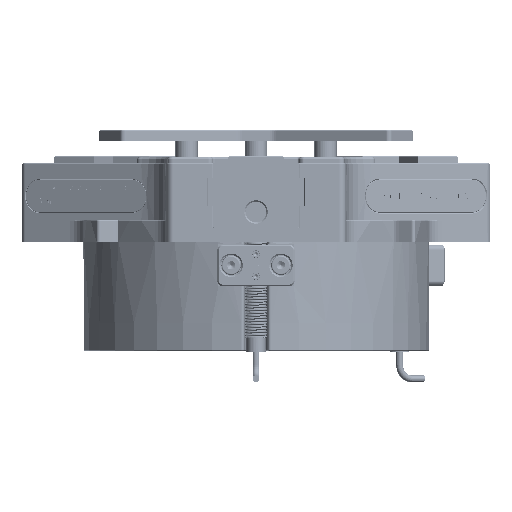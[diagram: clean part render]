
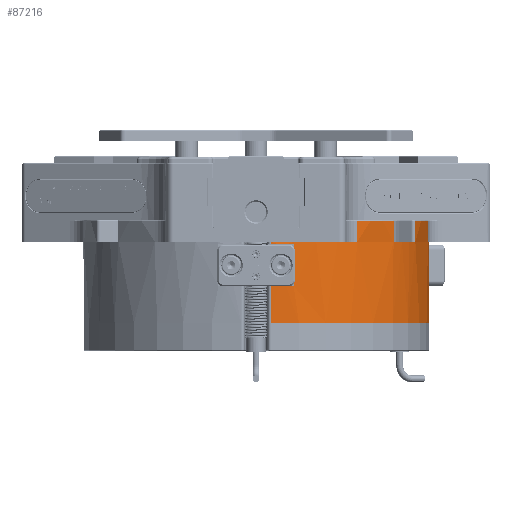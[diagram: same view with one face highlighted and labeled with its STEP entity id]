
A CAD part, front view. The second image highlights one B-rep face of the part: STEP entity #87216.
In plain terms, the highlighted cylindrical face has radius 62.5 mm (diameter 125 mm), a partial arc.
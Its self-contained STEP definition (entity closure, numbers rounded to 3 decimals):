
#367 = CIRCLE ( 'NONE', #4258, 62.5 ) ;
#432 = ORIENTED_EDGE ( 'NONE', *, *, #83064, .T. ) ;
#1557 = CARTESIAN_POINT ( 'NONE',  ( 0., 0., 13.4 ) ) ;
#1812 = ORIENTED_EDGE ( 'NONE', *, *, #5977, .T. ) ;
#1880 = AXIS2_PLACEMENT_3D ( 'NONE', #25474, #84170, #33911 ) ;
#2958 = CARTESIAN_POINT ( 'NONE',  ( 0., 0., 29.5 ) ) ;
#3005 = CARTESIAN_POINT ( 'NONE',  ( 57.633, -24.18, 58. ) ) ;
#3160 = LINE ( 'NONE', #61442, #62236 ) ;
#3256 = CIRCLE ( 'NONE', #54104, 62.5 ) ;
#3447 = VERTEX_POINT ( 'NONE', #84595 ) ;
#4258 = AXIS2_PLACEMENT_3D ( 'NONE', #10475, #69186, #18926 ) ;
#4766 = CARTESIAN_POINT ( 'NONE',  ( 5.335, -62.272, 58. ) ) ;
#5745 = CARTESIAN_POINT ( 'NONE',  ( 62.5, 0., 29.5 ) ) ;
#5977 = EDGE_CURVE ( 'NONE', #25698, #3447, #3160, .T. ) ;
#6411 = EDGE_CURVE ( 'NONE', #59515, #24731, #33237, .T. ) ;
#8457 = VERTEX_POINT ( 'NONE', #84643 ) ;
#9134 = VERTEX_POINT ( 'NONE', #69124 ) ;
#9135 = CARTESIAN_POINT ( 'NONE',  ( 5.335, -62.272, 13.4 ) ) ;
#9947 = DIRECTION ( 'NONE',  ( -1., 0., 0. ) ) ;
#10115 = CARTESIAN_POINT ( 'NONE',  ( 0., 0., 28.5 ) ) ;
#10475 = CARTESIAN_POINT ( 'NONE',  ( 0., 0., 37. ) ) ;
#11123 = CARTESIAN_POINT ( 'NONE',  ( 0., 0., 29.5 ) ) ;
#11396 = DIRECTION ( 'NONE',  ( 1., 0., 0. ) ) ;
#11514 = CARTESIAN_POINT ( 'NONE',  ( 5.335, -62.272, 58. ) ) ;
#12247 = ORIENTED_EDGE ( 'NONE', *, *, #53541, .T. ) ;
#13217 = DIRECTION ( 'NONE',  ( 0., 0., -1. ) ) ;
#13827 = CARTESIAN_POINT ( 'NONE',  ( 36.638, -50.635, 37. ) ) ;
#14077 = VERTEX_POINT ( 'NONE', #9135 ) ;
#15965 = VERTEX_POINT ( 'NONE', #5745 ) ;
#16294 = EDGE_CURVE ( 'NONE', #106925, #63062, #3256, .T. ) ;
#16535 = AXIS2_PLACEMENT_3D ( 'NONE', #1557, #60214, #9947 ) ;
#16732 = CARTESIAN_POINT ( 'NONE',  ( 62.5, 0., 58. ) ) ;
#17230 = EDGE_LOOP ( 'NONE', ( #12247, #74475, #56263, #27045, #35709, #19506, #41327, #91062, #432, #1812, #99785, #35051, #28241, #46197, #65344, #90276 ) ) ;
#18562 = DIRECTION ( 'NONE',  ( 1., 0., 0. ) ) ;
#18926 = DIRECTION ( 'NONE',  ( -1., 0., 0. ) ) ;
#19506 = ORIENTED_EDGE ( 'NONE', *, *, #6411, .T. ) ;
#19546 = DIRECTION ( 'NONE',  ( 1., 0., 0. ) ) ;
#20461 = EDGE_CURVE ( 'NONE', #96815, #3447, #61708, .T. ) ;
#23255 = LINE ( 'NONE', #16732, #45582 ) ;
#24731 = VERTEX_POINT ( 'NONE', #56978 ) ;
#25474 = CARTESIAN_POINT ( 'NONE',  ( 0., 0., 0.15 ) ) ;
#25698 = VERTEX_POINT ( 'NONE', #13827 ) ;
#27045 = ORIENTED_EDGE ( 'NONE', *, *, #95816, .F. ) ;
#27056 = CARTESIAN_POINT ( 'NONE',  ( 13.611, -61., 13.4 ) ) ;
#28241 = ORIENTED_EDGE ( 'NONE', *, *, #16294, .F. ) ;
#31566 = EDGE_CURVE ( 'NONE', #75039, #59515, #41414, .T. ) ;
#32611 = CIRCLE ( 'NONE', #60401, 62.5 ) ;
#33225 = AXIS2_PLACEMENT_3D ( 'NONE', #46886, #105517, #55336 ) ;
#33237 = LINE ( 'NONE', #3005, #55540 ) ;
#33911 = DIRECTION ( 'NONE',  ( 1., 0., 0. ) ) ;
#34786 = VECTOR ( 'NONE', #96934, 1000. ) ;
#35051 = ORIENTED_EDGE ( 'NONE', *, *, #76399, .T. ) ;
#35709 = ORIENTED_EDGE ( 'NONE', *, *, #31566, .T. ) ;
#39523 = CIRCLE ( 'NONE', #16535, 62.5 ) ;
#39863 = EDGE_CURVE ( 'NONE', #24731, #54267, #32611, .T. ) ;
#41327 = ORIENTED_EDGE ( 'NONE', *, *, #39863, .T. ) ;
#41414 = CIRCLE ( 'NONE', #33225, 62.5 ) ;
#41470 = LINE ( 'NONE', #11514, #105691 ) ;
#42390 = CIRCLE ( 'NONE', #92807, 62.5 ) ;
#42490 = CARTESIAN_POINT ( 'NONE',  ( 0., 0., 29.5 ) ) ;
#45582 = VECTOR ( 'NONE', #67733, 1000. ) ;
#46197 = ORIENTED_EDGE ( 'NONE', *, *, #90017, .T. ) ;
#46760 = EDGE_CURVE ( 'NONE', #14077, #67162, #39523, .T. ) ;
#46863 = CARTESIAN_POINT ( 'NONE',  ( 13.611, -61., 58. ) ) ;
#46886 = CARTESIAN_POINT ( 'NONE',  ( 0., 0., 37. ) ) ;
#47016 = LINE ( 'NONE', #4766, #66732 ) ;
#49484 = CARTESIAN_POINT ( 'NONE',  ( 13.611, -61., 28.5 ) ) ;
#50898 = DIRECTION ( 'NONE',  ( 1., 0., 0. ) ) ;
#51171 = CARTESIAN_POINT ( 'NONE',  ( 5.335, -62.272, 28.5 ) ) ;
#52715 = CARTESIAN_POINT ( 'NONE',  ( 5.335, -62.272, 29.5 ) ) ;
#52832 = VECTOR ( 'NONE', #93061, 1000. ) ;
#53541 = EDGE_CURVE ( 'NONE', #8457, #82949, #61005, .T. ) ;
#53641 = CARTESIAN_POINT ( 'NONE',  ( 62.17, -6.412, 37. ) ) ;
#54104 = AXIS2_PLACEMENT_3D ( 'NONE', #10115, #68823, #18562 ) ;
#54267 = VERTEX_POINT ( 'NONE', #79696 ) ;
#55336 = DIRECTION ( 'NONE',  ( -1., 0., 0. ) ) ;
#55540 = VECTOR ( 'NONE', #70135, 1000. ) ;
#56103 = DIRECTION ( 'NONE',  ( 0., 0., 1. ) ) ;
#56263 = ORIENTED_EDGE ( 'NONE', *, *, #58223, .F. ) ;
#56978 = CARTESIAN_POINT ( 'NONE',  ( 57.633, -24.18, 29.5 ) ) ;
#58223 = EDGE_CURVE ( 'NONE', #107510, #15965, #42390, .T. ) ;
#58723 = EDGE_CURVE ( 'NONE', #54267, #9134, #75120, .T. ) ;
#59515 = VERTEX_POINT ( 'NONE', #75816 ) ;
#60214 = DIRECTION ( 'NONE',  ( 0., 0., 1. ) ) ;
#60401 = AXIS2_PLACEMENT_3D ( 'NONE', #42490, #101142, #50898 ) ;
#61005 = CIRCLE ( 'NONE', #1880, 62.5 ) ;
#61442 = CARTESIAN_POINT ( 'NONE',  ( 36.638, -50.635, 58. ) ) ;
#61677 = DIRECTION ( 'NONE',  ( 0., 0., 1. ) ) ;
#61708 = CIRCLE ( 'NONE', #98564, 62.5 ) ;
#62236 = VECTOR ( 'NONE', #77547, 1000. ) ;
#63031 = EDGE_CURVE ( 'NONE', #82949, #15965, #23255, .T. ) ;
#63062 = VERTEX_POINT ( 'NONE', #51171 ) ;
#65344 = ORIENTED_EDGE ( 'NONE', *, *, #46760, .F. ) ;
#66732 = VECTOR ( 'NONE', #13217, 1000. ) ;
#67162 = VERTEX_POINT ( 'NONE', #27056 ) ;
#67733 = DIRECTION ( 'NONE',  ( 0., 0., 1. ) ) ;
#68823 = DIRECTION ( 'NONE',  ( 0., 0., -1. ) ) ;
#69124 = CARTESIAN_POINT ( 'NONE',  ( 49.757, -37.822, 37. ) ) ;
#69186 = DIRECTION ( 'NONE',  ( 0., 0., -1. ) ) ;
#69828 = DIRECTION ( 'NONE',  ( 0., 0., 1. ) ) ;
#70135 = DIRECTION ( 'NONE',  ( 0., 0., -1. ) ) ;
#73336 = DIRECTION ( 'NONE',  ( 1., 0., 0. ) ) ;
#74475 = ORIENTED_EDGE ( 'NONE', *, *, #63031, .T. ) ;
#74635 = CYLINDRICAL_SURFACE ( 'NONE', #82488, 62.5 ) ;
#75039 = VERTEX_POINT ( 'NONE', #53641 ) ;
#75120 = LINE ( 'NONE', #84645, #52832 ) ;
#75816 = CARTESIAN_POINT ( 'NONE',  ( 57.633, -24.18, 37. ) ) ;
#76399 = EDGE_CURVE ( 'NONE', #96815, #63062, #41470, .T. ) ;
#77299 = FACE_OUTER_BOUND ( 'NONE', #17230, .T. ) ;
#77547 = DIRECTION ( 'NONE',  ( 0., 0., -1. ) ) ;
#78266 = DIRECTION ( 'NONE',  ( 0., 0., -1. ) ) ;
#79696 = CARTESIAN_POINT ( 'NONE',  ( 49.757, -37.822, 29.5 ) ) ;
#80748 = LINE ( 'NONE', #46863, #83384 ) ;
#82488 = AXIS2_PLACEMENT_3D ( 'NONE', #90214, #56103, #73336 ) ;
#82949 = VERTEX_POINT ( 'NONE', #91552 ) ;
#83064 = EDGE_CURVE ( 'NONE', #9134, #25698, #367, .T. ) ;
#83384 = VECTOR ( 'NONE', #105491, 1000. ) ;
#84170 = DIRECTION ( 'NONE',  ( 0., 0., 1. ) ) ;
#84595 = CARTESIAN_POINT ( 'NONE',  ( 36.638, -50.635, 29.5 ) ) ;
#84643 = CARTESIAN_POINT ( 'NONE',  ( 5.335, -62.272, 0.15 ) ) ;
#84645 = CARTESIAN_POINT ( 'NONE',  ( 49.757, -37.822, 58. ) ) ;
#86377 = CARTESIAN_POINT ( 'NONE',  ( 62.17, -6.412, 29.5 ) ) ;
#87216 = ADVANCED_FACE ( 'NONE', ( #77299 ), #74635, .T. ) ;
#90017 = EDGE_CURVE ( 'NONE', #106925, #67162, #80748, .T. ) ;
#90214 = CARTESIAN_POINT ( 'NONE',  ( 0., 0., 58. ) ) ;
#90276 = ORIENTED_EDGE ( 'NONE', *, *, #106797, .T. ) ;
#91062 = ORIENTED_EDGE ( 'NONE', *, *, #58723, .T. ) ;
#91552 = CARTESIAN_POINT ( 'NONE',  ( 62.5, 0., 0.15 ) ) ;
#92807 = AXIS2_PLACEMENT_3D ( 'NONE', #2958, #61677, #11396 ) ;
#93061 = DIRECTION ( 'NONE',  ( 0., 0., 1. ) ) ;
#95816 = EDGE_CURVE ( 'NONE', #75039, #107510, #101668, .T. ) ;
#96815 = VERTEX_POINT ( 'NONE', #52715 ) ;
#96934 = DIRECTION ( 'NONE',  ( 0., 0., -1. ) ) ;
#97280 = CARTESIAN_POINT ( 'NONE',  ( 62.17, -6.412, 58. ) ) ;
#98564 = AXIS2_PLACEMENT_3D ( 'NONE', #11123, #69828, #19546 ) ;
#99785 = ORIENTED_EDGE ( 'NONE', *, *, #20461, .F. ) ;
#101142 = DIRECTION ( 'NONE',  ( 0., 0., -1. ) ) ;
#101668 = LINE ( 'NONE', #97280, #34786 ) ;
#105491 = DIRECTION ( 'NONE',  ( 0., 0., -1. ) ) ;
#105517 = DIRECTION ( 'NONE',  ( 0., 0., -1. ) ) ;
#105691 = VECTOR ( 'NONE', #78266, 1000. ) ;
#106797 = EDGE_CURVE ( 'NONE', #14077, #8457, #47016, .T. ) ;
#106925 = VERTEX_POINT ( 'NONE', #49484 ) ;
#107510 = VERTEX_POINT ( 'NONE', #86377 ) ;
